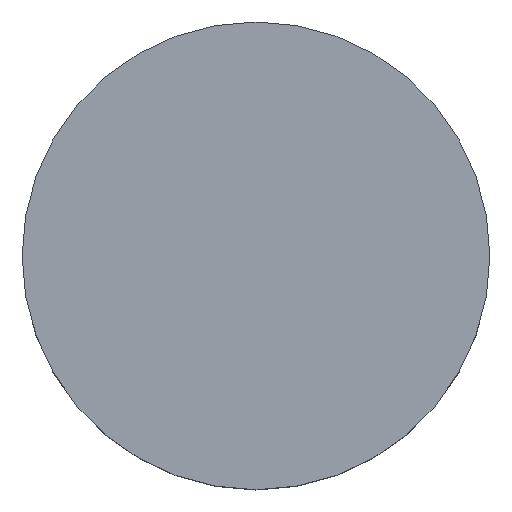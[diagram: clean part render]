
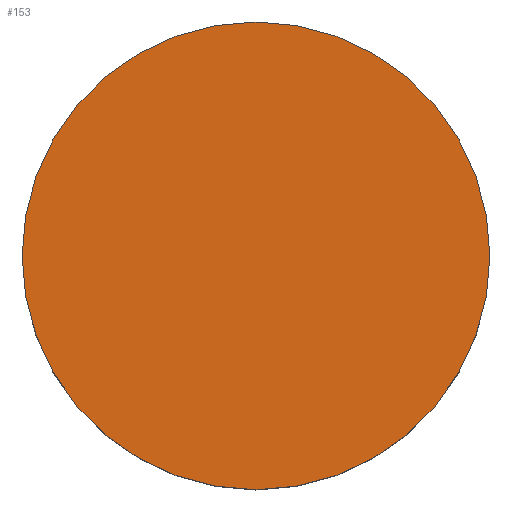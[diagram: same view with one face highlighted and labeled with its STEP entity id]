
A CAD part, top view. The second image highlights one B-rep face of the part: STEP entity #153.
In plain terms, the highlighted planar face has unit normal (0, 0, 1).
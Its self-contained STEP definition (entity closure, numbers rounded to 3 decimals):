
#118 = VERTEX_POINT('',#119);
#119 = CARTESIAN_POINT('',(2.,0.,1.3));
#125 = EDGE_CURVE('',#118,#118,#126,.T.);
#126 = CIRCLE('',#127,2.);
#127 = AXIS2_PLACEMENT_3D('',#128,#129,#130);
#128 = CARTESIAN_POINT('',(0.,0.,1.3));
#129 = DIRECTION('',(0.,0.,1.));
#130 = DIRECTION('',(1.,0.,0.));
#153 = ADVANCED_FACE('',(#154),#157,.T.);
#154 = FACE_BOUND('',#155,.T.);
#155 = EDGE_LOOP('',(#156));
#156 = ORIENTED_EDGE('',*,*,#125,.T.);
#157 = PLANE('',#158);
#158 = AXIS2_PLACEMENT_3D('',#159,#160,#161);
#159 = CARTESIAN_POINT('',(0.,0.,1.3));
#160 = DIRECTION('',(0.,0.,1.));
#161 = DIRECTION('',(1.,0.,-0.));
